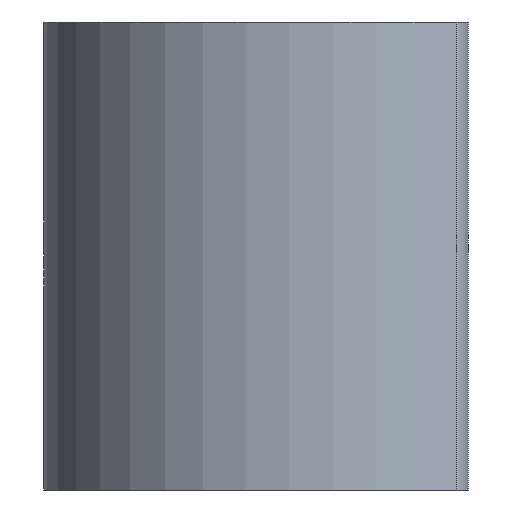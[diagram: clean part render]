
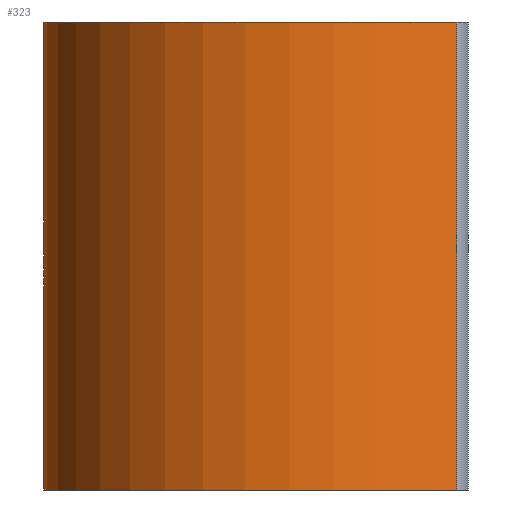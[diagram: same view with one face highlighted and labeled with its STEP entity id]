
A CAD part, left-side view. The second image highlights one B-rep face of the part: STEP entity #323.
In plain terms, the highlighted cylindrical face has radius 16 mm (diameter 32 mm), a partial arc.
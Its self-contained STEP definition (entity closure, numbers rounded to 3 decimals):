
#33 = EDGE_CURVE ( 'NONE', #198, #648, #1265, .T. ) ;
#65 = CARTESIAN_POINT ( 'NONE',  ( -13.412, -8.724, -14. ) ) ;
#103 = CARTESIAN_POINT ( 'NONE',  ( 0., 16., 14. ) ) ;
#113 = CARTESIAN_POINT ( 'NONE',  ( 0., 16., -14. ) ) ;
#140 = DIRECTION ( 'NONE',  ( 0., 0., -1. ) ) ;
#146 = CARTESIAN_POINT ( 'NONE',  ( 0., 0., -14. ) ) ;
#153 = DIRECTION ( 'NONE',  ( 0., 0., 1. ) ) ;
#185 = VECTOR ( 'NONE', #773, 1000. ) ;
#198 = VERTEX_POINT ( 'NONE', #391 ) ;
#231 = ORIENTED_EDGE ( 'NONE', *, *, #1089, .F. ) ;
#240 = DIRECTION ( 'NONE',  ( 0., 0., 1. ) ) ;
#297 = ORIENTED_EDGE ( 'NONE', *, *, #860, .T. ) ;
#305 = AXIS2_PLACEMENT_3D ( 'NONE', #457, #140, #1235 ) ;
#306 = ORIENTED_EDGE ( 'NONE', *, *, #1036, .T. ) ;
#323 = ADVANCED_FACE ( 'NONE', ( #495 ), #833, .T. ) ;
#391 = CARTESIAN_POINT ( 'NONE',  ( -13.412, -8.724, 14. ) ) ;
#392 = CARTESIAN_POINT ( 'NONE',  ( 0., 16., -14. ) ) ;
#457 = CARTESIAN_POINT ( 'NONE',  ( 0., 0., 14. ) ) ;
#495 = FACE_OUTER_BOUND ( 'NONE', #747, .T. ) ;
#499 = DIRECTION ( 'NONE',  ( 0., 0., 1. ) ) ;
#537 = VERTEX_POINT ( 'NONE', #1259 ) ;
#586 = DIRECTION ( 'NONE',  ( 1., 0., 0. ) ) ;
#648 = VERTEX_POINT ( 'NONE', #103 ) ;
#687 = DIRECTION ( 'NONE',  ( 0., 1., 0. ) ) ;
#738 = AXIS2_PLACEMENT_3D ( 'NONE', #1336, #240, #687 ) ;
#747 = EDGE_LOOP ( 'NONE', ( #847, #231, #297, #306 ) ) ;
#773 = DIRECTION ( 'NONE',  ( 0., 0., 1. ) ) ;
#833 = CYLINDRICAL_SURFACE ( 'NONE', #1268, 16. ) ;
#847 = ORIENTED_EDGE ( 'NONE', *, *, #33, .T. ) ;
#860 = EDGE_CURVE ( 'NONE', #1238, #537, #1298, .T. ) ;
#955 = VECTOR ( 'NONE', #499, 1000. ) ;
#991 = LINE ( 'NONE', #113, #185 ) ;
#1036 = EDGE_CURVE ( 'NONE', #537, #198, #1042, .T. ) ;
#1042 = LINE ( 'NONE', #65, #955 ) ;
#1089 = EDGE_CURVE ( 'NONE', #1238, #648, #991, .T. ) ;
#1235 = DIRECTION ( 'NONE',  ( -0.838, -0.545, 0. ) ) ;
#1238 = VERTEX_POINT ( 'NONE', #392 ) ;
#1259 = CARTESIAN_POINT ( 'NONE',  ( -13.412, -8.724, -14. ) ) ;
#1265 = CIRCLE ( 'NONE', #305, 16. ) ;
#1268 = AXIS2_PLACEMENT_3D ( 'NONE', #146, #153, #586 ) ;
#1298 = CIRCLE ( 'NONE', #738, 16. ) ;
#1336 = CARTESIAN_POINT ( 'NONE',  ( 0., 0., -14. ) ) ;
